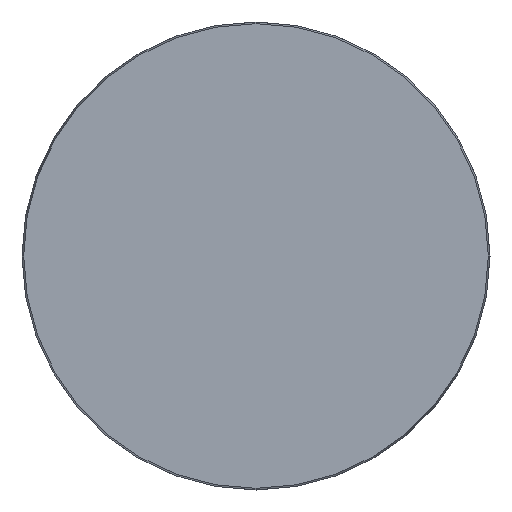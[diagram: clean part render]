
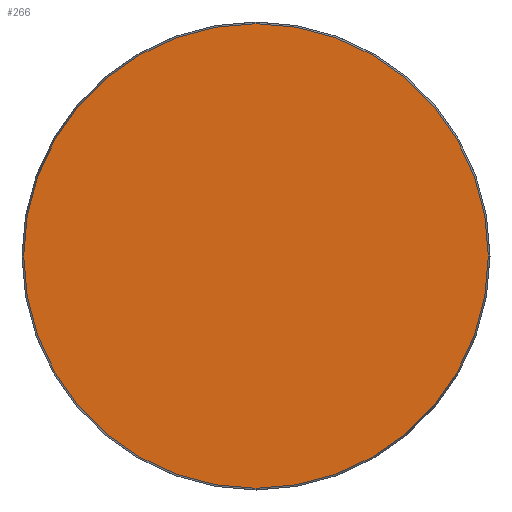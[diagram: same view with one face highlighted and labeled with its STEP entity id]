
A CAD part, front view. The second image highlights one B-rep face of the part: STEP entity #266.
In plain terms, the highlighted planar face has unit normal (0, -1, 0).
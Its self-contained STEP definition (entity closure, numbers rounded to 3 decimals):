
#31 = VERTEX_POINT ( 'NONE', #42 ) ;
#42 = CARTESIAN_POINT ( 'NONE',  ( 0., 0., -78.425 ) ) ;
#52 = DIRECTION ( 'NONE',  ( 0., 0., 1. ) ) ;
#65 = DIRECTION ( 'NONE',  ( 0., 1., 0. ) ) ;
#170 = DIRECTION ( 'NONE',  ( 0., 0., -1. ) ) ;
#263 = AXIS2_PLACEMENT_3D ( 'NONE', #489, #65, #52 ) ;
#266 = ADVANCED_FACE ( 'NONE', ( #275 ), #437, .F. ) ;
#275 = FACE_OUTER_BOUND ( 'NONE', #435, .T. ) ;
#293 = CARTESIAN_POINT ( 'NONE',  ( 0., 0., 0. ) ) ;
#323 = AXIS2_PLACEMENT_3D ( 'NONE', #293, #551, #170 ) ;
#435 = EDGE_LOOP ( 'NONE', ( #522 ) ) ;
#437 = PLANE ( 'NONE',  #263 ) ;
#471 = CIRCLE ( 'NONE', #323, 78.425 ) ;
#489 = CARTESIAN_POINT ( 'NONE',  ( -78.425, 0., 0. ) ) ;
#522 = ORIENTED_EDGE ( 'NONE', *, *, #547, .T. ) ;
#547 = EDGE_CURVE ( 'NONE', #31, #31, #471, .T. ) ;
#551 = DIRECTION ( 'NONE',  ( 0., -1., 0. ) ) ;
